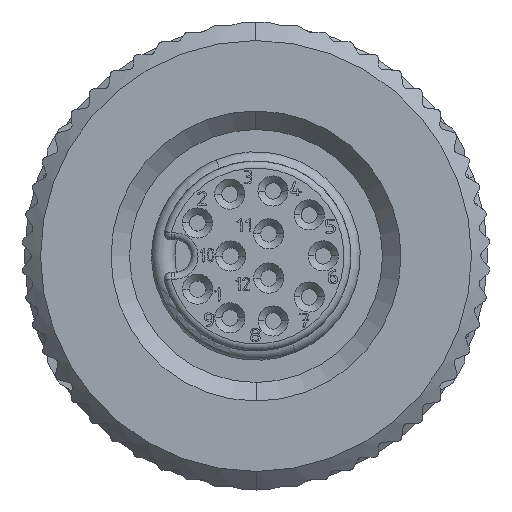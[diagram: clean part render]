
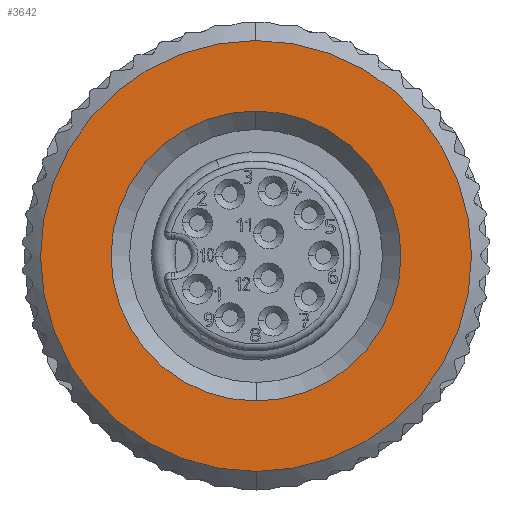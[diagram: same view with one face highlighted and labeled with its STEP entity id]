
A CAD part, left-side view. The second image highlights one B-rep face of the part: STEP entity #3642.
In plain terms, the highlighted planar face has unit normal (-1, 0, 0).
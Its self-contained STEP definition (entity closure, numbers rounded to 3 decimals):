
#410 = VERTEX_POINT ( 'NONE', #33068 ) ;
#603 = AXIS2_PLACEMENT_3D ( 'NONE', #4195, #22271, #28023 ) ;
#3299 = DIRECTION ( 'NONE',  ( -1., 0., 0. ) ) ;
#3642 = ADVANCED_FACE ( 'NONE', ( #19802, #7137 ), #17446, .T. ) ;
#4195 = CARTESIAN_POINT ( 'NONE',  ( -10.25, 0., 0. ) ) ;
#4604 = CARTESIAN_POINT ( 'NONE',  ( -10.25, 0., 0. ) ) ;
#4655 = AXIS2_PLACEMENT_3D ( 'NONE', #4604, #14921, #7306 ) ;
#4689 = ORIENTED_EDGE ( 'NONE', *, *, #20723, .T. ) ;
#5013 = ORIENTED_EDGE ( 'NONE', *, *, #12667, .T. ) ;
#5767 = VERTEX_POINT ( 'NONE', #13945 ) ;
#6257 = EDGE_LOOP ( 'NONE', ( #11671, #4689 ) ) ;
#7137 = FACE_BOUND ( 'NONE', #28952, .T. ) ;
#7306 = DIRECTION ( 'NONE',  ( 0., 0., 1. ) ) ;
#8531 = CARTESIAN_POINT ( 'NONE',  ( -10.25, 0., 0. ) ) ;
#9235 = AXIS2_PLACEMENT_3D ( 'NONE', #8531, #3299, #13618 ) ;
#9783 = CIRCLE ( 'NONE', #9235, 9.3 ) ;
#11252 = CARTESIAN_POINT ( 'NONE',  ( -10.25, 0., 0. ) ) ;
#11433 = DIRECTION ( 'NONE',  ( 0., -0.001, -1. ) ) ;
#11671 = ORIENTED_EDGE ( 'NONE', *, *, #14750, .T. ) ;
#11944 = CARTESIAN_POINT ( 'NONE',  ( -10.25, 0., 0. ) ) ;
#12493 = CIRCLE ( 'NONE', #28683, 6.258 ) ;
#12667 = EDGE_CURVE ( 'NONE', #17538, #32798, #16788, .T. ) ;
#13618 = DIRECTION ( 'NONE',  ( 0., -0.001, -1. ) ) ;
#13943 = DIRECTION ( 'NONE',  ( 1., 0., 0. ) ) ;
#13945 = CARTESIAN_POINT ( 'NONE',  ( -10.25, 0.008, 9.3 ) ) ;
#14750 = EDGE_CURVE ( 'NONE', #5767, #410, #18514, .T. ) ;
#14921 = DIRECTION ( 'NONE',  ( -1., 0., 0. ) ) ;
#16788 = CIRCLE ( 'NONE', #603, 6.258 ) ;
#17446 = PLANE ( 'NONE',  #4655 ) ;
#17538 = VERTEX_POINT ( 'NONE', #17583 ) ;
#17583 = CARTESIAN_POINT ( 'NONE',  ( -10.25, -0.006, -6.258 ) ) ;
#18514 = CIRCLE ( 'NONE', #24973, 9.3 ) ;
#19802 = FACE_OUTER_BOUND ( 'NONE', #6257, .T. ) ;
#20723 = EDGE_CURVE ( 'NONE', #410, #5767, #9783, .T. ) ;
#20778 = EDGE_CURVE ( 'NONE', #32798, #17538, #12493, .T. ) ;
#21202 = CARTESIAN_POINT ( 'NONE',  ( -10.25, 0.006, 6.258 ) ) ;
#21693 = DIRECTION ( 'NONE',  ( 0., -0.001, -1. ) ) ;
#22271 = DIRECTION ( 'NONE',  ( 1., 0., 0. ) ) ;
#24244 = DIRECTION ( 'NONE',  ( -1., 0., 0. ) ) ;
#24973 = AXIS2_PLACEMENT_3D ( 'NONE', #11944, #24244, #11433 ) ;
#28023 = DIRECTION ( 'NONE',  ( 0., -0.001, -1. ) ) ;
#28683 = AXIS2_PLACEMENT_3D ( 'NONE', #11252, #13943, #21693 ) ;
#28952 = EDGE_LOOP ( 'NONE', ( #5013, #29742 ) ) ;
#29742 = ORIENTED_EDGE ( 'NONE', *, *, #20778, .T. ) ;
#32798 = VERTEX_POINT ( 'NONE', #21202 ) ;
#33068 = CARTESIAN_POINT ( 'NONE',  ( -10.25, -0.008, -9.3 ) ) ;
